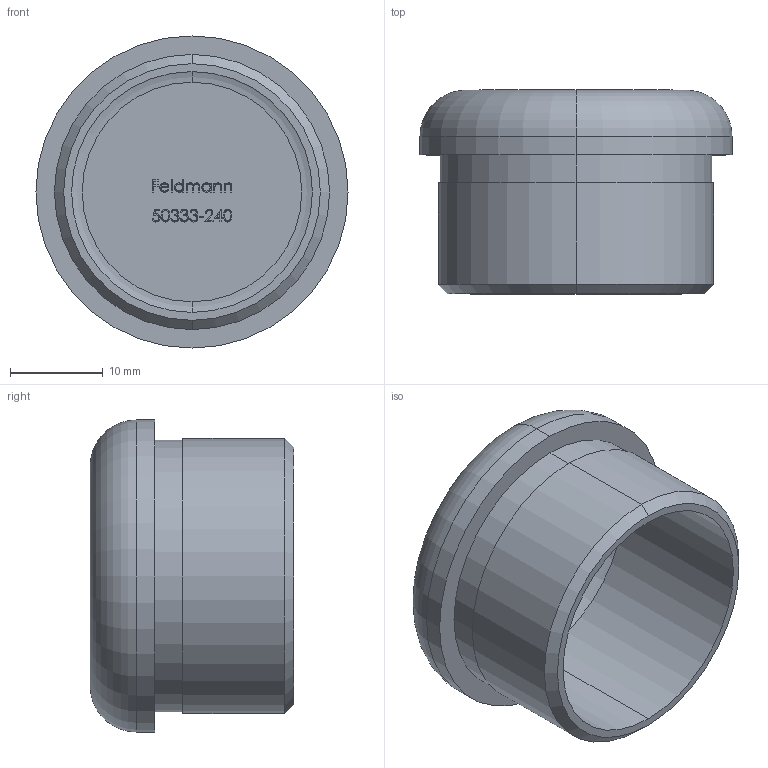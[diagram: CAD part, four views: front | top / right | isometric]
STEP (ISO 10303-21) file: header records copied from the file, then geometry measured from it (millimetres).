
FILE_DESCRIPTION (( 'STEP AP203' ), '1' );
FILE_NAME ('50333-240.STEP', '2018-12-14T10:29:21', ( '' ), ( '' ), 'SwSTEP 2.0', 'SolidWorks 2015', '' );
FILE_SCHEMA (( 'CONFIG_CONTROL_DESIGN' ));
Length unit declared in the file: millimetre
Products named in the file (1): 50333-240
Bounding box: 33.7 x 22 x 33.7 mm (x, y, z)
Volume: 4916 mm3; surface area: 5580.9 mm2
Topology: 1 solids, 1 shells, 259 faces, 684 edges, 454 vertices
Faces by surface type: bspline 122, plane 121, cylinder 10, torus 4, cone 2
Entity records: 14581 total; most frequent: CARTESIAN_POINT 8896, ORIENTED_EDGE 1368, DIRECTION 746, EDGE_CURVE 684, VERTEX_POINT 454, VECTOR 410, LINE 410, EDGE_LOOP 286
